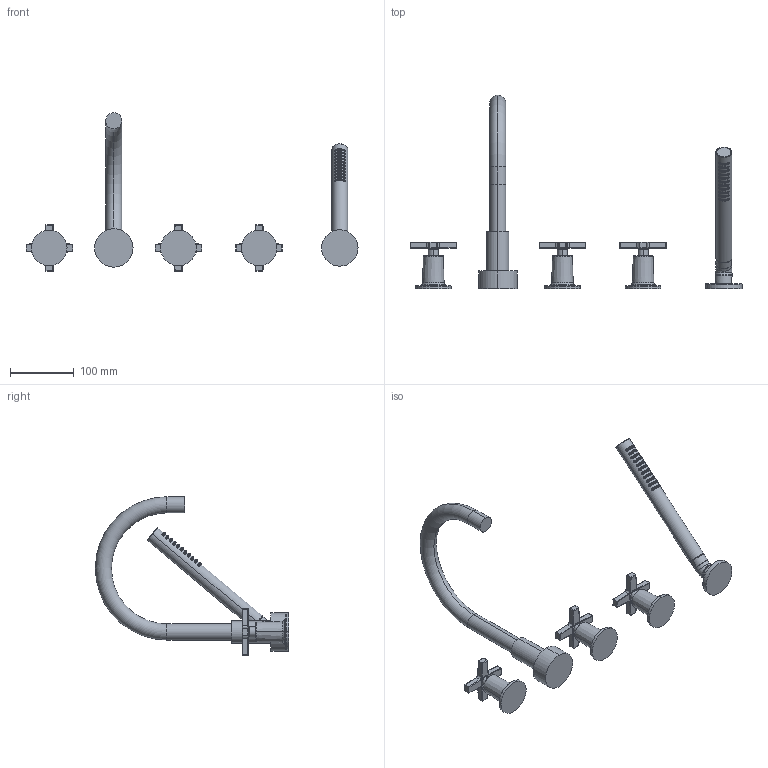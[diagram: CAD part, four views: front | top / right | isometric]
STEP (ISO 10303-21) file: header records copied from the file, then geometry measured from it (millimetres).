
FILE_DESCRIPTION((''),'2;1');
FILE_NAME('3-2987','2021-03-22T14:15:41',('jinson.thomas'),(''),'CREO PARAMETRIC BY PTC INC, 2018400','CREO PARAMETRIC BY PTC INC, 2018400','');
FILE_SCHEMA(('CONFIG_CONTROL_DESIGN'));
Length unit declared in the file: inch
Products named in the file (1): 3-2987
Bounding box: 522.43 x 304.23 x 249.38 mm (x, y, z)
Volume: 730528 mm3; surface area: 135356.2 mm2
Topology: 6 solids, 6 shells, 1100 faces, 2350 edges, 1370 vertices
Faces by surface type: bspline 536, cylinder 360, plane 76, torus 74, sphere 48, cone 6
Entity records: 87744 total; most frequent: CARTESIAN_POINT 67590, ORIENTED_EDGE 4700, DIRECTION 3034, EDGE_CURVE 2350, VERTEX_POINT 1370, EDGE_LOOP 1208, AXIS2_PLACEMENT_3D 1174, FACE_OUTER_BOUND 1100
